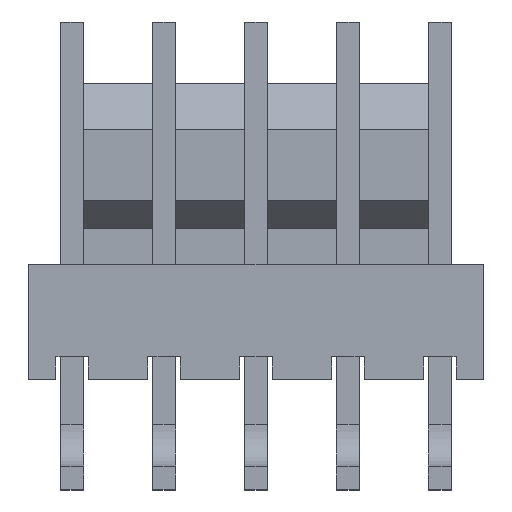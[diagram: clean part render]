
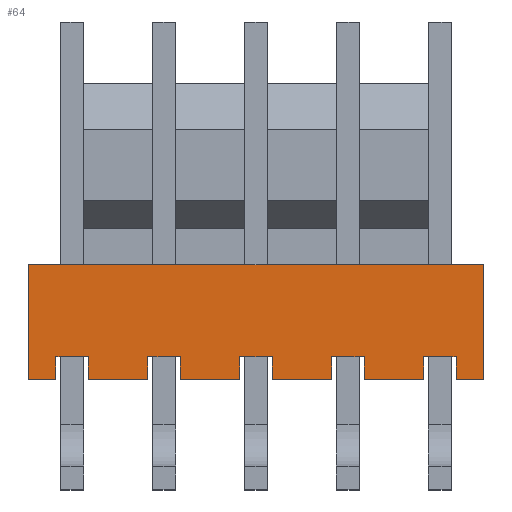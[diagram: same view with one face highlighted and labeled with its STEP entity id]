
A CAD part, top view. The second image highlights one B-rep face of the part: STEP entity #64.
In plain terms, the highlighted planar face has unit normal (0, 0, 1).
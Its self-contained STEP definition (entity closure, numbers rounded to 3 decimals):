
#64=ADVANCED_FACE('',(#190),#191,.T.);
#190=FACE_OUTER_BOUND('',#438,.T.);
#191=PLANE('',#439);
#438=EDGE_LOOP('',(#694,#695,#696,#697,#698,#699,#700,#701,#702,#703,#704,#705,#706,#707,#708,#709,#710,#711,#712,#713,#714,#715,#716,#717));
#439=AXIS2_PLACEMENT_3D('',#718,#719,#720);
#694=ORIENTED_EDGE('',*,*,#1634,.F.);
#695=ORIENTED_EDGE('',*,*,#1635,.F.);
#696=ORIENTED_EDGE('',*,*,#1636,.T.);
#697=ORIENTED_EDGE('',*,*,#1637,.F.);
#698=ORIENTED_EDGE('',*,*,#1638,.F.);
#699=ORIENTED_EDGE('',*,*,#1629,.T.);
#700=ORIENTED_EDGE('',*,*,#1639,.T.);
#701=ORIENTED_EDGE('',*,*,#1640,.T.);
#702=ORIENTED_EDGE('',*,*,#1641,.F.);
#703=ORIENTED_EDGE('',*,*,#1642,.F.);
#704=ORIENTED_EDGE('',*,*,#1643,.T.);
#705=ORIENTED_EDGE('',*,*,#1644,.T.);
#706=ORIENTED_EDGE('',*,*,#1645,.F.);
#707=ORIENTED_EDGE('',*,*,#1646,.F.);
#708=ORIENTED_EDGE('',*,*,#1647,.T.);
#709=ORIENTED_EDGE('',*,*,#1648,.T.);
#710=ORIENTED_EDGE('',*,*,#1649,.F.);
#711=ORIENTED_EDGE('',*,*,#1650,.F.);
#712=ORIENTED_EDGE('',*,*,#1651,.T.);
#713=ORIENTED_EDGE('',*,*,#1652,.T.);
#714=ORIENTED_EDGE('',*,*,#1653,.F.);
#715=ORIENTED_EDGE('',*,*,#1654,.F.);
#716=ORIENTED_EDGE('',*,*,#1655,.T.);
#717=ORIENTED_EDGE('',*,*,#1656,.T.);
#718=CARTESIAN_POINT('',(-6.274,1.588,3.175));
#719=DIRECTION('',(0.0,0.0,1.0));
#720=DIRECTION('',(1.0,0.0,0.0));
#1629=EDGE_CURVE('',#1954,#1958,#1960,.T.);
#1634=EDGE_CURVE('',#1969,#1970,#1971,.T.);
#1635=EDGE_CURVE('',#1972,#1969,#1973,.T.);
#1636=EDGE_CURVE('',#1972,#1974,#1975,.T.);
#1637=EDGE_CURVE('',#1976,#1974,#1977,.T.);
#1638=EDGE_CURVE('',#1954,#1976,#1978,.T.);
#1639=EDGE_CURVE('',#1958,#1979,#1980,.T.);
#1640=EDGE_CURVE('',#1979,#1981,#1982,.T.);
#1641=EDGE_CURVE('',#1983,#1981,#1984,.T.);
#1642=EDGE_CURVE('',#1985,#1983,#1986,.T.);
#1643=EDGE_CURVE('',#1985,#1987,#1988,.T.);
#1644=EDGE_CURVE('',#1987,#1989,#1990,.T.);
#1645=EDGE_CURVE('',#1991,#1989,#1992,.T.);
#1646=EDGE_CURVE('',#1993,#1991,#1994,.T.);
#1647=EDGE_CURVE('',#1993,#1995,#1996,.T.);
#1648=EDGE_CURVE('',#1995,#1997,#1998,.T.);
#1649=EDGE_CURVE('',#1999,#1997,#2000,.T.);
#1650=EDGE_CURVE('',#2001,#1999,#2002,.T.);
#1651=EDGE_CURVE('',#2001,#2003,#2004,.T.);
#1652=EDGE_CURVE('',#2003,#2005,#2006,.T.);
#1653=EDGE_CURVE('',#2007,#2005,#2008,.T.);
#1654=EDGE_CURVE('',#2009,#2007,#2010,.T.);
#1655=EDGE_CURVE('',#2009,#2011,#2012,.T.);
#1656=EDGE_CURVE('',#2011,#1970,#2013,.T.);
#1954=VERTEX_POINT('',#2449);
#1958=VERTEX_POINT('',#2455);
#1960=LINE('',#2458,#2459);
#1969=VERTEX_POINT('',#2472);
#1970=VERTEX_POINT('',#2473);
#1971=LINE('',#2474,#2475);
#1972=VERTEX_POINT('',#2476);
#1973=LINE('',#2477,#2478);
#1974=VERTEX_POINT('',#2479);
#1975=LINE('',#2480,#2481);
#1976=VERTEX_POINT('',#2482);
#1977=LINE('',#2483,#2484);
#1978=LINE('',#2485,#2486);
#1979=VERTEX_POINT('',#2487);
#1980=LINE('',#2488,#2489);
#1981=VERTEX_POINT('',#2490);
#1982=LINE('',#2491,#2492);
#1983=VERTEX_POINT('',#2493);
#1984=LINE('',#2494,#2495);
#1985=VERTEX_POINT('',#2496);
#1986=LINE('',#2497,#2498);
#1987=VERTEX_POINT('',#2499);
#1988=LINE('',#2500,#2501);
#1989=VERTEX_POINT('',#2502);
#1990=LINE('',#2503,#2504);
#1991=VERTEX_POINT('',#2505);
#1992=LINE('',#2506,#2507);
#1993=VERTEX_POINT('',#2508);
#1994=LINE('',#2509,#2510);
#1995=VERTEX_POINT('',#2511);
#1996=LINE('',#2512,#2513);
#1997=VERTEX_POINT('',#2514);
#1998=LINE('',#2515,#2516);
#1999=VERTEX_POINT('',#2517);
#2000=LINE('',#2518,#2519);
#2001=VERTEX_POINT('',#2520);
#2002=LINE('',#2521,#2522);
#2003=VERTEX_POINT('',#2523);
#2004=LINE('',#2524,#2525);
#2005=VERTEX_POINT('',#2526);
#2006=LINE('',#2527,#2528);
#2007=VERTEX_POINT('',#2529);
#2008=LINE('',#2530,#2531);
#2009=VERTEX_POINT('',#2532);
#2010=LINE('',#2533,#2534);
#2011=VERTEX_POINT('',#2535);
#2012=LINE('',#2536,#2537);
#2013=LINE('',#2538,#2539);
#2449=CARTESIAN_POINT('',(-6.274,1.588,3.175));
#2455=CARTESIAN_POINT('',(-6.274,-1.588,3.175));
#2458=CARTESIAN_POINT('',(-6.274,1.588,3.175));
#2459=VECTOR('',#3223,3.175);
#2472=CARTESIAN_POINT('',(5.525,-0.953,3.175));
#2473=CARTESIAN_POINT('',(4.636,-0.953,3.175));
#2474=CARTESIAN_POINT('',(5.525,-0.953,3.175));
#2475=VECTOR('',#3228,0.889);
#2476=CARTESIAN_POINT('',(5.525,-1.588,3.175));
#2477=CARTESIAN_POINT('',(5.525,-1.588,3.175));
#2478=VECTOR('',#3229,0.635);
#2479=CARTESIAN_POINT('',(6.274,-1.588,3.175));
#2480=CARTESIAN_POINT('',(5.525,-1.588,3.175));
#2481=VECTOR('',#3230,0.749);
#2482=CARTESIAN_POINT('',(6.274,1.588,3.175));
#2483=CARTESIAN_POINT('',(6.274,1.588,3.175));
#2484=VECTOR('',#3231,3.175);
#2485=CARTESIAN_POINT('',(-6.274,1.588,3.175));
#2486=VECTOR('',#3232,12.548);
#2487=CARTESIAN_POINT('',(-5.525,-1.588,3.175));
#2488=CARTESIAN_POINT('',(-6.274,-1.588,3.175));
#2489=VECTOR('',#3233,0.749);
#2490=CARTESIAN_POINT('',(-5.525,-0.953,3.175));
#2491=CARTESIAN_POINT('',(-5.525,-1.588,3.175));
#2492=VECTOR('',#3234,0.635);
#2493=CARTESIAN_POINT('',(-4.636,-0.953,3.175));
#2494=CARTESIAN_POINT('',(-4.636,-0.953,3.175));
#2495=VECTOR('',#3235,0.889);
#2496=CARTESIAN_POINT('',(-4.636,-1.588,3.175));
#2497=CARTESIAN_POINT('',(-4.636,-1.588,3.175));
#2498=VECTOR('',#3236,0.635);
#2499=CARTESIAN_POINT('',(-2.985,-1.588,3.175));
#2500=CARTESIAN_POINT('',(-4.636,-1.588,3.175));
#2501=VECTOR('',#3237,1.651);
#2502=CARTESIAN_POINT('',(-2.985,-0.953,3.175));
#2503=CARTESIAN_POINT('',(-2.985,-1.588,3.175));
#2504=VECTOR('',#3238,0.635);
#2505=CARTESIAN_POINT('',(-2.096,-0.953,3.175));
#2506=CARTESIAN_POINT('',(-2.096,-0.953,3.175));
#2507=VECTOR('',#3239,0.889);
#2508=CARTESIAN_POINT('',(-2.096,-1.588,3.175));
#2509=CARTESIAN_POINT('',(-2.096,-1.588,3.175));
#2510=VECTOR('',#3240,0.635);
#2511=CARTESIAN_POINT('',(-0.445,-1.588,3.175));
#2512=CARTESIAN_POINT('',(-2.096,-1.588,3.175));
#2513=VECTOR('',#3241,1.651);
#2514=CARTESIAN_POINT('',(-0.445,-0.953,3.175));
#2515=CARTESIAN_POINT('',(-0.445,-1.588,3.175));
#2516=VECTOR('',#3242,0.635);
#2517=CARTESIAN_POINT('',(0.445,-0.953,3.175));
#2518=CARTESIAN_POINT('',(0.445,-0.953,3.175));
#2519=VECTOR('',#3243,0.889);
#2520=CARTESIAN_POINT('',(0.445,-1.588,3.175));
#2521=CARTESIAN_POINT('',(0.445,-1.588,3.175));
#2522=VECTOR('',#3244,0.635);
#2523=CARTESIAN_POINT('',(2.096,-1.588,3.175));
#2524=CARTESIAN_POINT('',(0.445,-1.588,3.175));
#2525=VECTOR('',#3245,1.651);
#2526=CARTESIAN_POINT('',(2.096,-0.953,3.175));
#2527=CARTESIAN_POINT('',(2.096,-1.588,3.175));
#2528=VECTOR('',#3246,0.635);
#2529=CARTESIAN_POINT('',(2.985,-0.953,3.175));
#2530=CARTESIAN_POINT('',(2.985,-0.953,3.175));
#2531=VECTOR('',#3247,0.889);
#2532=CARTESIAN_POINT('',(2.985,-1.588,3.175));
#2533=CARTESIAN_POINT('',(2.985,-1.588,3.175));
#2534=VECTOR('',#3248,0.635);
#2535=CARTESIAN_POINT('',(4.636,-1.588,3.175));
#2536=CARTESIAN_POINT('',(2.985,-1.588,3.175));
#2537=VECTOR('',#3249,1.651);
#2538=CARTESIAN_POINT('',(4.636,-1.588,3.175));
#2539=VECTOR('',#3250,0.635);
#3223=DIRECTION('',(0.0,-1.0,0.0));
#3228=DIRECTION('',(-1.0,0.0,0.0));
#3229=DIRECTION('',(0.0,1.0,0.0));
#3230=DIRECTION('',(1.0,0.0,0.0));
#3231=DIRECTION('',(0.0,-1.0,0.0));
#3232=DIRECTION('',(1.0,0.0,0.0));
#3233=DIRECTION('',(1.0,0.0,0.0));
#3234=DIRECTION('',(0.0,1.0,0.0));
#3235=DIRECTION('',(-1.0,0.0,0.0));
#3236=DIRECTION('',(0.0,1.0,0.0));
#3237=DIRECTION('',(1.0,0.0,0.0));
#3238=DIRECTION('',(0.0,1.0,0.0));
#3239=DIRECTION('',(-1.0,0.0,0.0));
#3240=DIRECTION('',(0.0,1.0,0.0));
#3241=DIRECTION('',(1.0,0.0,0.0));
#3242=DIRECTION('',(0.0,1.0,0.0));
#3243=DIRECTION('',(-1.0,0.0,0.0));
#3244=DIRECTION('',(0.0,1.0,0.0));
#3245=DIRECTION('',(1.0,0.0,0.0));
#3246=DIRECTION('',(0.0,1.0,0.0));
#3247=DIRECTION('',(-1.0,0.0,0.0));
#3248=DIRECTION('',(0.0,1.0,0.0));
#3249=DIRECTION('',(1.0,0.0,0.0));
#3250=DIRECTION('',(0.0,1.0,0.0));
